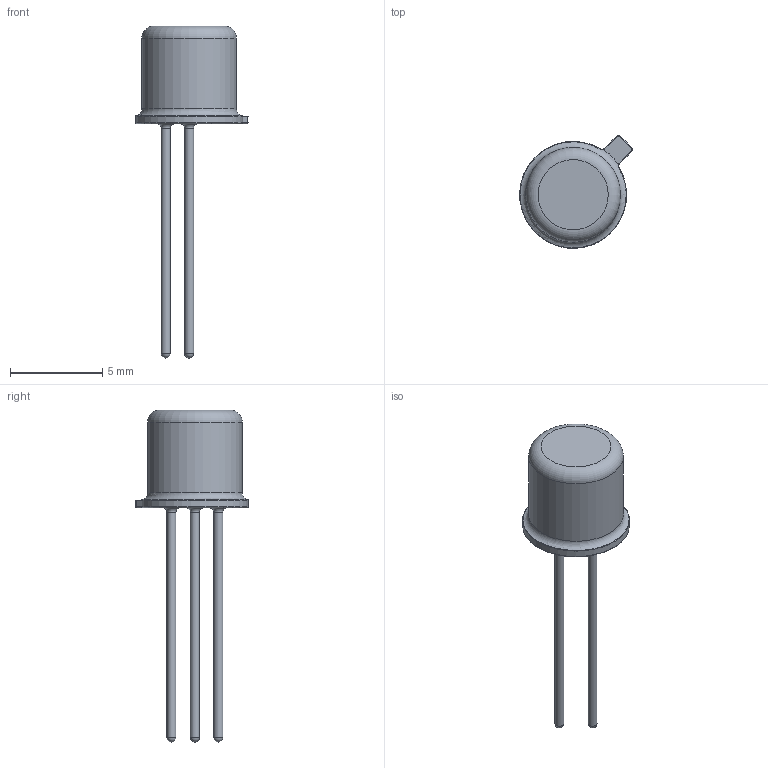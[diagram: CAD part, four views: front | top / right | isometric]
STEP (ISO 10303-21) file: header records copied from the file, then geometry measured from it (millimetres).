
FILE_DESCRIPTION(/* description */ ('Unknown'),/* implementation_level */ '2;1');
FILE_NAME(/* name */ '2N2907',/* time_stamp */ '2023-09-01T07:44:24+02:00',/* author */ ('Unknown'),/* organization */ ('Unknown'),/* preprocessor_version */ 'ST-DEVELOPER v18.102',/* originating_system */ 'Solid Edge',/* authorisation */ 'Unknown');
FILE_SCHEMA (('AUTOMOTIVE_DESIGN {1 0 10303 214 3 1 1}'));
Length unit declared in the file: millimetre
Products named in the file (1): 2N2907
Bounding box: 6.1 x 6.1 x 18 mm (x, y, z)
Volume: 118.8 mm3; surface area: 192.5 mm2
Topology: 1 solids, 1 shells, 44 faces, 92 edges, 53 vertices
Faces by surface type: torus 18, cylinder 15, plane 9, bspline 2
Full cylindrical faces by diameter (mm): 0.49 x3, 5.127 x1
Entity records: 1442 total; most frequent: DIRECTION 214, CARTESIAN_POINT 208, ORIENTED_EDGE 156, AXIS2_PLACEMENT_3D 97, EDGE_CURVE 78, EDGE_LOOP 59, FACE_BOUND 59, CIRCLE 54
